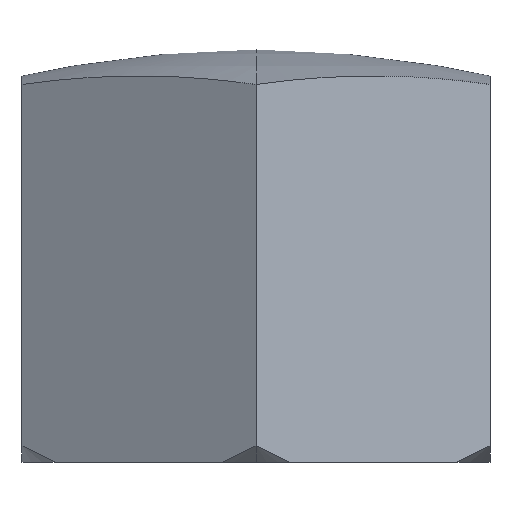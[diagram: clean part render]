
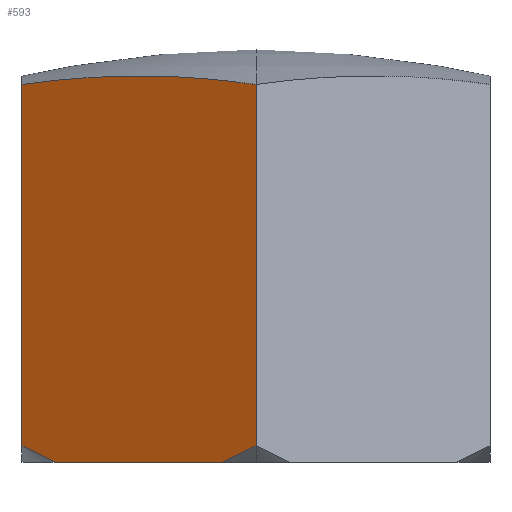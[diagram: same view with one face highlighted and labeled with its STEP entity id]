
A CAD part, front view. The second image highlights one B-rep face of the part: STEP entity #593.
In plain terms, the highlighted planar face has unit normal (-0.5, -0.866, 0).
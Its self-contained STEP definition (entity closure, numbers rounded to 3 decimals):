
#3 = CARTESIAN_POINT ( 'NONE',  ( -8.5, -4.907, 13.732 ) ) ;
#14 = ORIENTED_EDGE ( 'NONE', *, *, #420, .F. ) ;
#22 = CARTESIAN_POINT ( 'NONE',  ( -1.202, -9.121, 0. ) ) ;
#58 = CARTESIAN_POINT ( 'NONE',  ( 0., -9.815, 13.732 ) ) ;
#62 = CARTESIAN_POINT ( 'NONE',  ( -2.833, -8.179, 14.141 ) ) ;
#63 = VECTOR ( 'NONE', #184, 1000. ) ;
#72 = VERTEX_POINT ( 'NONE', #80 ) ;
#73 = ORIENTED_EDGE ( 'NONE', *, *, #474, .T. ) ;
#75 = CARTESIAN_POINT ( 'NONE',  ( -0.792, -9.358, 0.181 ) ) ;
#80 = CARTESIAN_POINT ( 'NONE',  ( -7.298, -5.601, 0. ) ) ;
#94 = FACE_OUTER_BOUND ( 'NONE', #174, .T. ) ;
#95 = CARTESIAN_POINT ( 'NONE',  ( 0., -9.815, 13.732 ) ) ;
#102 = AXIS2_PLACEMENT_3D ( 'NONE', #241, #596, #602 ) ;
#104 = VERTEX_POINT ( 'NONE', #212 ) ;
#146 = VERTEX_POINT ( 'NONE', #169 ) ;
#147 = LINE ( 'NONE', #548, #435 ) ;
#160 = CARTESIAN_POINT ( 'NONE',  ( -5.667, -6.543, 14.141 ) ) ;
#167 = B_SPLINE_CURVE_WITH_KNOTS ( 'NONE', 3,
 ( #22, #75, #332, #286 ),
 .UNSPECIFIED., .F., .F.,
 ( 4, 4 ),
 ( 0., 0.002 ),
 .UNSPECIFIED. ) ;
#168 = VERTEX_POINT ( 'NONE', #570 ) ;
#169 = CARTESIAN_POINT ( 'NONE',  ( 0., -9.815, 0.615 ) ) ;
#174 = EDGE_LOOP ( 'NONE', ( #194, #260, #73, #281, #657, #14 ) ) ;
#184 = DIRECTION ( 'NONE',  ( 0., 0., -1. ) ) ;
#186 = CARTESIAN_POINT ( 'NONE',  ( 0., -9.815, 16. ) ) ;
#191 = VECTOR ( 'NONE', #659, 1000. ) ;
#194 = ORIENTED_EDGE ( 'NONE', *, *, #404, .T. ) ;
#206 = CARTESIAN_POINT ( 'NONE',  ( -8.5, -4.907, 16. ) ) ;
#212 = CARTESIAN_POINT ( 'NONE',  ( -8.5, -4.907, 0.615 ) ) ;
#241 = CARTESIAN_POINT ( 'NONE',  ( -8.5, -4.907, 16. ) ) ;
#243 = DIRECTION ( 'NONE',  ( 0.866, -0.5, 0. ) ) ;
#260 = ORIENTED_EDGE ( 'NONE', *, *, #308, .T. ) ;
#276 = CARTESIAN_POINT ( 'NONE',  ( -7.708, -5.365, 0.181 ) ) ;
#281 = ORIENTED_EDGE ( 'NONE', *, *, #574, .T. ) ;
#286 = CARTESIAN_POINT ( 'NONE',  ( 0., -9.815, 0.615 ) ) ;
#291 = PLANE ( 'NONE',  #102 ) ;
#308 = EDGE_CURVE ( 'NONE', #168, #104, #482, .T. ) ;
#319 = CARTESIAN_POINT ( 'NONE',  ( -8.108, -5.134, 0.388 ) ) ;
#327 = VERTEX_POINT ( 'NONE', #95 ) ;
#332 = CARTESIAN_POINT ( 'NONE',  ( -0.392, -9.588, 0.388 ) ) ;
#339 = CARTESIAN_POINT ( 'NONE',  ( -1.202, -9.121, 0. ) ) ;
#360 = VERTEX_POINT ( 'NONE', #339 ) ;
#394 = B_SPLINE_CURVE_WITH_KNOTS ( 'NONE', 3,
 ( #58, #62, #160, #3 ),
 .UNSPECIFIED., .F., .F.,
 ( 4, 4 ),
 ( 0., 0.01 ),
 .UNSPECIFIED. ) ;
#404 = EDGE_CURVE ( 'NONE', #327, #168, #394, .T. ) ;
#420 = EDGE_CURVE ( 'NONE', #327, #146, #534, .T. ) ;
#427 = CARTESIAN_POINT ( 'NONE',  ( -7.298, -5.601, 0. ) ) ;
#435 = VECTOR ( 'NONE', #243, 1000. ) ;
#474 = EDGE_CURVE ( 'NONE', #104, #72, #656, .T. ) ;
#482 = LINE ( 'NONE', #206, #191 ) ;
#492 = EDGE_CURVE ( 'NONE', #360, #146, #167, .T. ) ;
#521 = CARTESIAN_POINT ( 'NONE',  ( -8.5, -4.907, 0.615 ) ) ;
#534 = LINE ( 'NONE', #186, #63 ) ;
#548 = CARTESIAN_POINT ( 'NONE',  ( 2.65, -11.345, 0. ) ) ;
#570 = CARTESIAN_POINT ( 'NONE',  ( -8.5, -4.907, 13.732 ) ) ;
#574 = EDGE_CURVE ( 'NONE', #72, #360, #147, .T. ) ;
#593 = ADVANCED_FACE ( 'NONE', ( #94 ), #291, .F. ) ;
#596 = DIRECTION ( 'NONE',  ( 0.5, 0.866, 0. ) ) ;
#602 = DIRECTION ( 'NONE',  ( -0.866, 0.5, 0. ) ) ;
#656 = B_SPLINE_CURVE_WITH_KNOTS ( 'NONE', 3,
 ( #521, #319, #276, #427 ),
 .UNSPECIFIED., .F., .F.,
 ( 4, 4 ),
 ( 0., 0.002 ),
 .UNSPECIFIED. ) ;
#657 = ORIENTED_EDGE ( 'NONE', *, *, #492, .T. ) ;
#659 = DIRECTION ( 'NONE',  ( 0., 0., -1. ) ) ;
